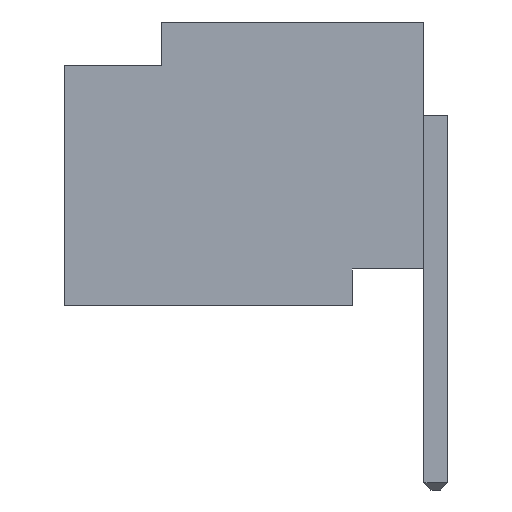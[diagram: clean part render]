
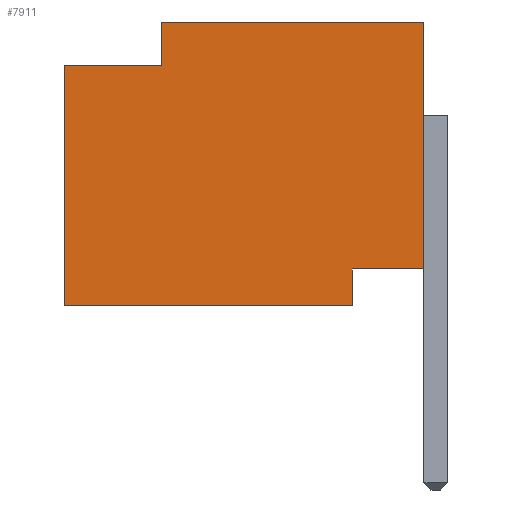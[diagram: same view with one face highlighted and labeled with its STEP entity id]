
A CAD part, left-side view. The second image highlights one B-rep face of the part: STEP entity #7911.
In plain terms, the highlighted planar face has unit normal (-1, 0, 0).
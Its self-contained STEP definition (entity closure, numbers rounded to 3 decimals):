
#534=ORIENTED_EDGE('',*,*,#2080,.T.);
#535=ORIENTED_EDGE('',*,*,#2138,.T.);
#536=ORIENTED_EDGE('',*,*,#2156,.T.);
#537=ORIENTED_EDGE('',*,*,#2157,.F.);
#538=ORIENTED_EDGE('',*,*,#2069,.F.);
#539=ORIENTED_EDGE('',*,*,#2149,.F.);
#540=ORIENTED_EDGE('',*,*,#2158,.F.);
#541=ORIENTED_EDGE('',*,*,#2159,.T.);
#2069=EDGE_CURVE('',#2885,#2886,#3413,.T.);
#2080=EDGE_CURVE('',#2896,#2895,#3424,.T.);
#2138=EDGE_CURVE('',#2895,#2949,#3482,.T.);
#2149=EDGE_CURVE('',#2957,#2885,#3493,.T.);
#2156=EDGE_CURVE('',#2949,#2962,#3500,.T.);
#2157=EDGE_CURVE('',#2886,#2962,#3501,.T.);
#2158=EDGE_CURVE('',#2963,#2957,#3502,.T.);
#2159=EDGE_CURVE('',#2963,#2896,#3503,.T.);
#2885=VERTEX_POINT('',#9927);
#2886=VERTEX_POINT('',#9929);
#2895=VERTEX_POINT('',#9950);
#2896=VERTEX_POINT('',#9952);
#2949=VERTEX_POINT('',#10065);
#2957=VERTEX_POINT('',#10087);
#2962=VERTEX_POINT('',#10102);
#2963=VERTEX_POINT('',#10105);
#3413=LINE('',#9928,#3965);
#3424=LINE('',#9951,#3976);
#3482=LINE('',#10066,#4034);
#3493=LINE('',#10088,#4045);
#3500=LINE('',#10101,#4052);
#3501=LINE('',#10103,#4053);
#3502=LINE('',#10104,#4054);
#3503=LINE('',#10106,#4055);
#3965=VECTOR('',#8686,1000.);
#3976=VECTOR('',#8701,1000.);
#4034=VECTOR('',#8765,1000.);
#4045=VECTOR('',#8782,1000.);
#4052=VECTOR('',#8793,1000.);
#4053=VECTOR('',#8794,1000.);
#4054=VECTOR('',#8795,1000.);
#4055=VECTOR('',#8796,1000.);
#4455=EDGE_LOOP('',(#534,#535,#536,#537,#538,#539,#540,#541));
#4829=FACE_BOUND('',#4455,.T.);
#5196=PLANE('',#8280);
#7911=ADVANCED_FACE('',(#4829),#5196,.T.);
#8280=AXIS2_PLACEMENT_3D('',#10100,#8791,#8792);
#8686=DIRECTION('',(0.,-1.,0.));
#8701=DIRECTION('',(0.,-1.,0.));
#8765=DIRECTION('',(0.,0.,1.));
#8782=DIRECTION('',(0.,0.,1.));
#8791=DIRECTION('',(-1.,0.,0.));
#8792=DIRECTION('',(0.,1.,0.));
#8793=DIRECTION('',(0.,-1.,0.));
#8794=DIRECTION('',(0.,0.,-1.));
#8795=DIRECTION('',(0.,-1.,0.));
#8796=DIRECTION('',(0.,0.,-1.));
#9927=CARTESIAN_POINT('',(-5.248,3.073,3.327));
#9928=CARTESIAN_POINT('',(-5.248,1.27,3.327));
#9929=CARTESIAN_POINT('',(-5.248,0.,3.327));
#9950=CARTESIAN_POINT('',(-5.248,0.838,0.));
#9951=CARTESIAN_POINT('',(-5.248,1.27,0.));
#9952=CARTESIAN_POINT('',(-5.248,4.216,0.));
#10065=CARTESIAN_POINT('',(-5.248,0.838,0.432));
#10066=CARTESIAN_POINT('',(-5.248,0.838,0.));
#10087=CARTESIAN_POINT('',(-5.248,3.073,2.819));
#10088=CARTESIAN_POINT('',(-5.248,3.073,2.819));
#10100=CARTESIAN_POINT('',(-5.248,1.27,3.327));
#10101=CARTESIAN_POINT('',(-5.248,0.838,0.432));
#10102=CARTESIAN_POINT('',(-5.248,0.,0.432));
#10103=CARTESIAN_POINT('',(-5.248,0.,3.327));
#10104=CARTESIAN_POINT('',(-5.248,4.216,2.819));
#10105=CARTESIAN_POINT('',(-5.248,4.216,2.819));
#10106=CARTESIAN_POINT('',(-5.248,4.216,3.327));
